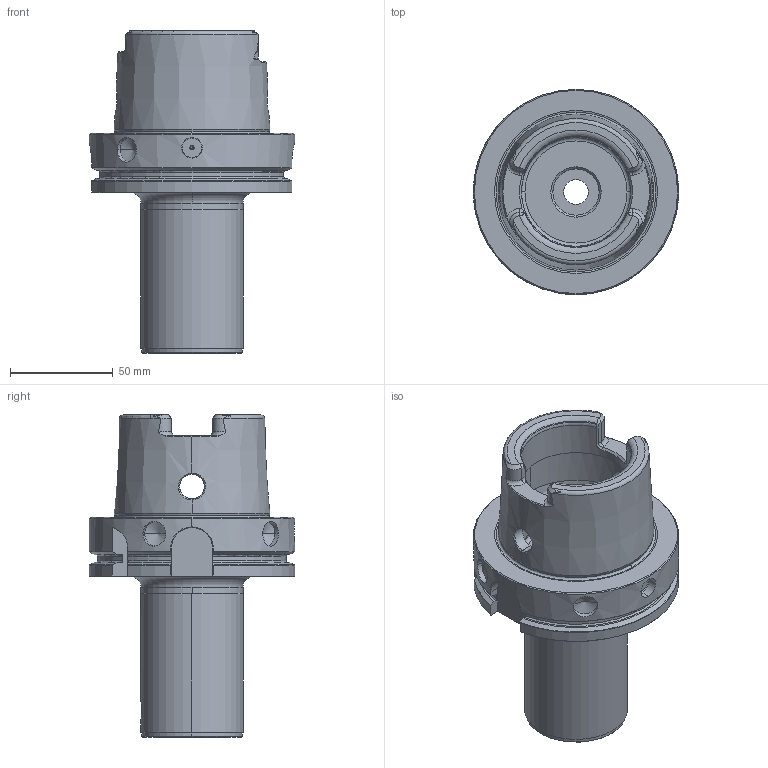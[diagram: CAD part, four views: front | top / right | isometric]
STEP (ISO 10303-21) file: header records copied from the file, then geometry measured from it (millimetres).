
FILE_DESCRIPTION(('no description'),'unknown implementation level');
FILE_NAME('FF0A1F53-370B-48E3-9F9B-5985FA3007D3_export.stp',' ',('CIMSOURCE GmbH'),('CADClick - KiM GmbH - www.kimweb.de'),'unknown preprocess','ACIS','unknown authorization');
FILE_SCHEMA(('automotive_design'));
Length unit declared in the file: millimetre
Products named in the file (2): 324.551 Kaiser HSK-A100 X CKS5 X 130B|324.551 Kaiser HSK-A100 X CKS5 X 130B_Standard;NONE; 324.551 Kaiser HSK-A100 X CKS5 X 130B|690.435 Kaiser ETL M10 X 14 CK5_Standard;NONE
Bounding box: 99.93 x 99.93 x 156.9 mm (x, y, z)
Volume: 370638.2 mm3; surface area: 67676.2 mm2
Topology: 2 solids, 2 shells, 290 faces, 747 edges, 458 vertices
Faces by surface type: cone 93, plane 77, cylinder 68, torus 36, bspline 16
Entity records: 20168 total; most frequent: CARTESIAN_POINT 5082, STYLED_ITEM 1489, PRESENTATION_STYLE_ASSIGNMENT 1489, COLOUR_RGB 1489, ORIENTED_EDGE 1478, DIRECTION 1364, EDGE_CURVE 739, CURVE_STYLE 739
